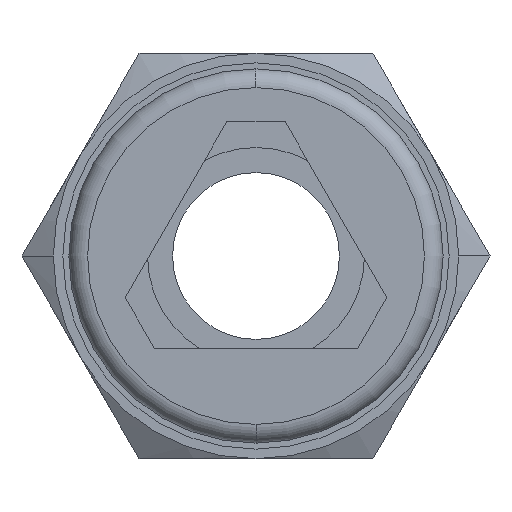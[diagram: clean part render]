
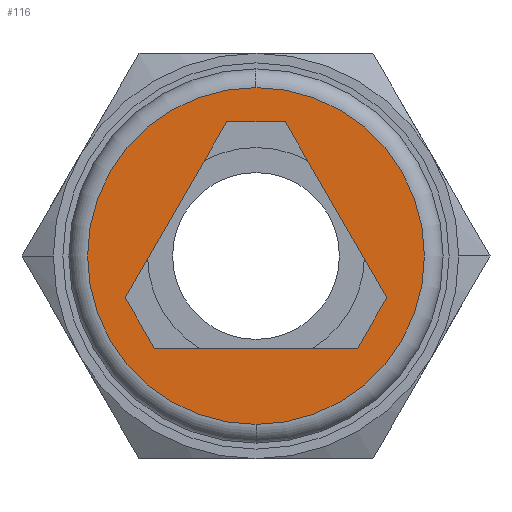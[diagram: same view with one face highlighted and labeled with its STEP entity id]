
A CAD part, front view. The second image highlights one B-rep face of the part: STEP entity #116.
In plain terms, the highlighted planar face has unit normal (0, -1, 0).
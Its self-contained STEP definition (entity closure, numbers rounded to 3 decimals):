
#116=ADVANCED_FACE('',(#288,#289),#290,.T.);
#288=FACE_BOUND('',#519,.T.);
#289=FACE_OUTER_BOUND('',#520,.T.);
#290=PLANE('',#521);
#519=EDGE_LOOP('',(#792,#793,#794,#795,#796,#797));
#520=EDGE_LOOP('',(#798,#799,#800));
#521=AXIS2_PLACEMENT_3D('',#801,#802,#803);
#792=ORIENTED_EDGE('',*,*,#1338,.T.);
#793=ORIENTED_EDGE('',*,*,#1339,.T.);
#794=ORIENTED_EDGE('',*,*,#1340,.T.);
#795=ORIENTED_EDGE('',*,*,#1341,.T.);
#796=ORIENTED_EDGE('',*,*,#1342,.T.);
#797=ORIENTED_EDGE('',*,*,#1343,.T.);
#798=ORIENTED_EDGE('',*,*,#1344,.F.);
#799=ORIENTED_EDGE('',*,*,#1345,.F.);
#800=ORIENTED_EDGE('',*,*,#1346,.F.);
#801=CARTESIAN_POINT('',(3.533,0.0,0.0));
#802=DIRECTION('',(-0.0,-1.0,-0.0));
#803=DIRECTION('',(-1.0,0.0,0.0));
#1338=EDGE_CURVE('',#1593,#1594,#1595,.T.);
#1339=EDGE_CURVE('',#1594,#1596,#1597,.T.);
#1340=EDGE_CURVE('',#1596,#1598,#1599,.T.);
#1341=EDGE_CURVE('',#1598,#1600,#1601,.T.);
#1342=EDGE_CURVE('',#1600,#1602,#1603,.T.);
#1343=EDGE_CURVE('',#1602,#1593,#1604,.T.);
#1344=EDGE_CURVE('',#1605,#1606,#1607,.T.);
#1345=EDGE_CURVE('',#1608,#1605,#1609,.T.);
#1346=EDGE_CURVE('',#1606,#1608,#1610,.T.);
#1593=VERTEX_POINT('',#1973);
#1594=VERTEX_POINT('',#1974);
#1595=LINE('',#1975,#1976);
#1596=VERTEX_POINT('',#1977);
#1597=LINE('',#1978,#1979);
#1598=VERTEX_POINT('',#1980);
#1599=LINE('',#1981,#1982);
#1600=VERTEX_POINT('',#1983);
#1601=LINE('',#1984,#1985);
#1602=VERTEX_POINT('',#1986);
#1603=LINE('',#1987,#1988);
#1604=LINE('',#1989,#1990);
#1605=VERTEX_POINT('',#1991);
#1606=VERTEX_POINT('',#1992);
#1607=CIRCLE('',#1993,7.065);
#1608=VERTEX_POINT('',#1994);
#1609=CIRCLE('',#1995,7.065);
#1610=CIRCLE('',#1996,7.065);
#1973=CARTESIAN_POINT('',(-4.258,0.0,-3.875));
#1974=CARTESIAN_POINT('',(-5.485,0.0,-1.75));
#1975=CARTESIAN_POINT('',(-4.43,0.0,-3.577));
#1976=VECTOR('',#2540,1.0);
#1977=CARTESIAN_POINT('',(-1.226,0.0,5.625));
#1978=CARTESIAN_POINT('',(-2.914,0.0,2.702));
#1979=VECTOR('',#2541,1.0);
#1980=CARTESIAN_POINT('',(1.226,0.0,5.625));
#1981=CARTESIAN_POINT('',(1.766,0.0,5.625));
#1982=VECTOR('',#2542,1.0);
#1983=CARTESIAN_POINT('',(5.485,0.0,-1.75));
#1984=CARTESIAN_POINT('',(3.797,0.0,1.173));
#1985=VECTOR('',#2543,1.0);
#1986=CARTESIAN_POINT('',(4.258,0.0,-3.875));
#1987=CARTESIAN_POINT('',(5.313,0.0,-2.048));
#1988=VECTOR('',#2544,1.0);
#1989=CARTESIAN_POINT('',(1.766,0.0,-3.875));
#1990=VECTOR('',#2545,1.0);
#1991=CARTESIAN_POINT('',(7.065,0.0,0.0));
#1992=CARTESIAN_POINT('',(0.,0.0,-7.065));
#1993=AXIS2_PLACEMENT_3D('',#2546,#2547,#2548);
#1994=CARTESIAN_POINT('',(0.,0.0,7.065));
#1995=AXIS2_PLACEMENT_3D('',#2549,#2550,#2551);
#1996=AXIS2_PLACEMENT_3D('',#2552,#2553,#2554);
#2540=DIRECTION('',(-0.5,0.0,0.866));
#2541=DIRECTION('',(0.5,-0.0,0.866));
#2542=DIRECTION('',(1.0,0.0,0.0));
#2543=DIRECTION('',(0.5,0.0,-0.866));
#2544=DIRECTION('',(-0.5,0.0,-0.866));
#2545=DIRECTION('',(-1.0,0.0,-0.0));
#2546=CARTESIAN_POINT('',(0.0,0.0,0.0));
#2547=DIRECTION('',(-0.0,1.0,0.0));
#2548=DIRECTION('',(1.0,0.0,0.0));
#2549=CARTESIAN_POINT('',(0.0,0.0,0.0));
#2550=DIRECTION('',(-0.0,1.0,0.0));
#2551=DIRECTION('',(1.0,0.0,0.0));
#2552=CARTESIAN_POINT('',(0.0,0.0,0.0));
#2553=DIRECTION('',(-0.0,1.0,0.0));
#2554=DIRECTION('',(1.0,0.0,0.0));
